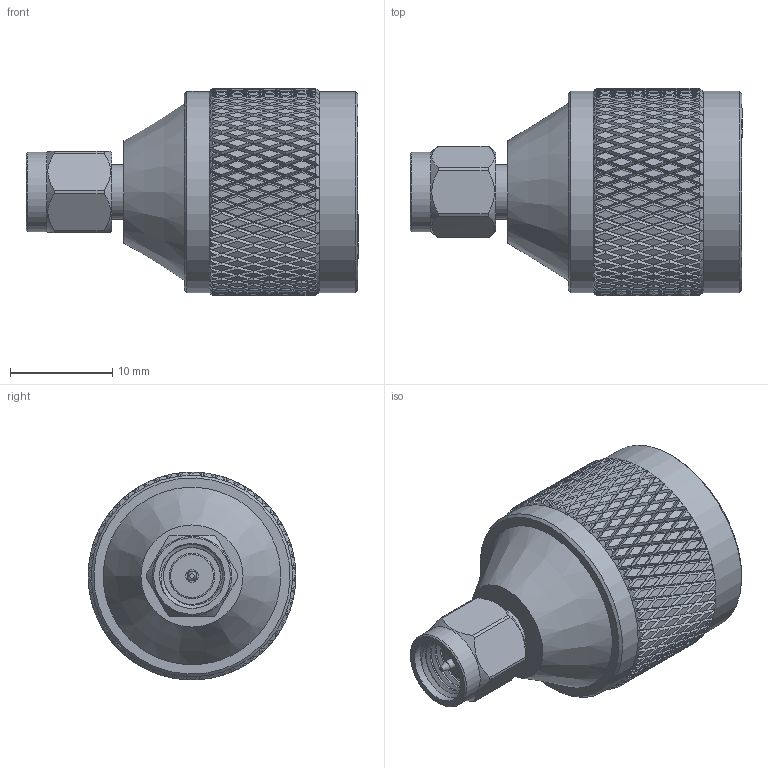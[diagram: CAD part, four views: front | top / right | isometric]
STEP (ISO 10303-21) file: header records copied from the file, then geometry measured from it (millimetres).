
FILE_DESCRIPTION (( 'STEP AP203' ), '1' );
FILE_NAME ('PE9080.step', '2019-12-17T21:52:58', ( '' ), ( '' ), 'SwSTEP 2.0', 'SolidWorks 2018', '' );
FILE_SCHEMA (( 'CONFIG_CONTROL_DESIGN' ));
Length unit declared in the file: inch
Products named in the file (1): PE9080
Bounding box: 32.5 x 20.32 x 20.32 mm (x, y, z)
Volume: 4943.8 mm3; surface area: 3761.7 mm2
Topology: 1 solids, 1 shells, 2290 faces, 4912 edges, 2635 vertices
Faces by surface type: bspline 1768, cylinder 470, plane 35, cone 17
Full cylindrical faces by diameter (mm): 0.94 x1, 1.194 x1, 1.524 x1, 2.794 x1, 4.445 x1, 5.334 x1, 6.35 x6, 6.985 x1, 7.762 x1, 8.255 x1, 15.875 x5, 19.715 x2
Entity records: 84881 total; most frequent: CARTESIAN_POINT 55405, ORIENTED_EDGE 9712, EDGE_CURVE 4856, VERTEX_POINT 2616, EDGE_LOOP 2316, FACE_OUTER_BOUND 2294, ADVANCED_FACE 2279, B_SPLINE_CURVE_WITH_KNOTS 2191
